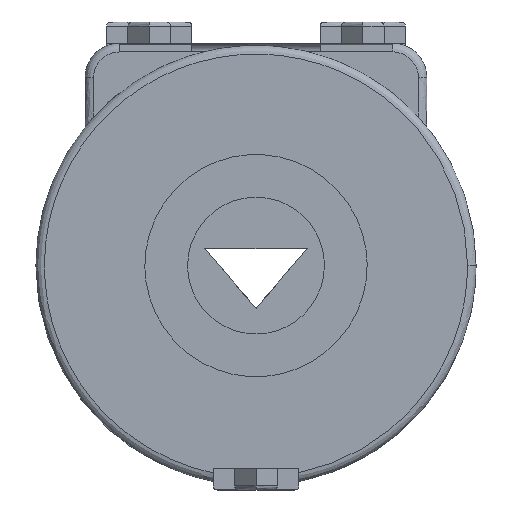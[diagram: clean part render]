
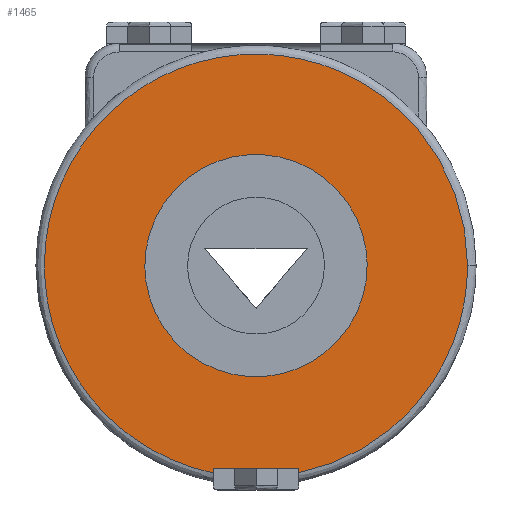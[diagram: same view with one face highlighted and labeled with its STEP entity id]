
A CAD part, front view. The second image highlights one B-rep face of the part: STEP entity #1465.
In plain terms, the highlighted planar face has unit normal (0, -1, 0).
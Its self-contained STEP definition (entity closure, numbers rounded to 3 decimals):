
#296 = EDGE_CURVE('',#297,#299,#301,.T.);
#297 = VERTEX_POINT('',#298);
#298 = CARTESIAN_POINT('',(26.,4.,-3.2));
#299 = VERTEX_POINT('',#300);
#300 = CARTESIAN_POINT('',(-26.,4.,-3.2));
#301 = ( BOUNDED_CURVE() B_SPLINE_CURVE(2,(#302,#303,#304,#305,#306),
.UNSPECIFIED.,.F.,.F.) B_SPLINE_CURVE_WITH_KNOTS((3,2,3),(0.,
40.841,81.681),.PIECEWISE_BEZIER_KNOTS.) CURVE() 
GEOMETRIC_REPRESENTATION_ITEM() RATIONAL_B_SPLINE_CURVE((1.,
0.707,1.,0.707,1.)) REPRESENTATION_ITEM('') );
#302 = CARTESIAN_POINT('',(26.,4.,-3.2));
#303 = CARTESIAN_POINT('',(26.,4.,-29.2));
#304 = CARTESIAN_POINT('',(0.,4.,-29.2));
#305 = CARTESIAN_POINT('',(-26.,4.,-29.2));
#306 = CARTESIAN_POINT('',(-26.,4.,-3.2));
#714 = VERTEX_POINT('',#715);
#715 = CARTESIAN_POINT('',(-10.,4.,-51.679));
#728 = EDGE_CURVE('',#729,#714,#731,.T.);
#729 = VERTEX_POINT('',#730);
#730 = CARTESIAN_POINT('',(49.5,4.,-3.2));
#731 = ( BOUNDED_CURVE() B_SPLINE_CURVE(3,(#732,#733,#734,#735,#736,#737
    ,#738,#739,#740,#741,#742,#743,#744,#745,#746,#747,#748,#749,#750,
    #751,#752,#753,#754,#755,#756,#757,#758,#759,#760,#761,#762,#763,
    #764,#765,#766,#767,#768,#769,#770,#771,#772,#773,#774,#775,#776,
    #777,#778,#779,#780,#781,#782,#783,#784,#785,#786),.UNSPECIFIED.,.F.
,.F.) B_SPLINE_CURVE_WITH_KNOTS((4,3,3,3,3,3,3,3,3,3,3,3,3,3,3,3,3,3,4),
  (0.,13.498,23.934,38.877,53.82,
    64.256,77.754,91.253,101.688,
    116.631,131.574,142.01,155.508,
    169.007,179.443,194.385,209.328,
219.764,223.193),.UNSPECIFIED.) CURVE() 
GEOMETRIC_REPRESENTATION_ITEM() RATIONAL_B_SPLINE_CURVE((1.,1.,1.,1.,1.,
    1.,1.,1.,1.,1.,1.,1.,1.,1.,1.,1.,1.,1.,1.,1.,1.,1.,1.,1.,1.,1.,1.,1.
    ,1.,1.,1.,1.,1.,1.,1.,1.,1.,1.,1.,1.,1.,1.,1.,1.,1.,1.,1.,1.,1.,1.,
1.,1.,1.,1.,1.)) REPRESENTATION_ITEM('') );
#732 = CARTESIAN_POINT('',(49.5,4.,-3.2));
#733 = CARTESIAN_POINT('',(49.502,4.,1.3));
#734 = CARTESIAN_POINT('',(48.882,4.,5.799));
#735 = CARTESIAN_POINT('',(47.671,4.,10.132));
#736 = CARTESIAN_POINT('',(46.734,4.,13.482));
#737 = CARTESIAN_POINT('',(45.443,4.,16.733));
#738 = CARTESIAN_POINT('',(43.826,4.,19.813));
#739 = CARTESIAN_POINT('',(41.51,4.,24.222));
#740 = CARTESIAN_POINT('',(38.524,4.,28.281));
#741 = CARTESIAN_POINT('',(35.002,4.,31.802));
#742 = CARTESIAN_POINT('',(31.48,4.,35.324));
#743 = CARTESIAN_POINT('',(27.422,4.,38.31));
#744 = CARTESIAN_POINT('',(23.013,4.,40.626));
#745 = CARTESIAN_POINT('',(19.933,4.,42.243));
#746 = CARTESIAN_POINT('',(16.682,4.,43.534));
#747 = CARTESIAN_POINT('',(13.332,4.,44.471));
#748 = CARTESIAN_POINT('',(8.999,4.,45.682));
#749 = CARTESIAN_POINT('',(4.499,4.,46.301));
#750 = CARTESIAN_POINT('',(0.,4.,46.301));
#751 = CARTESIAN_POINT('',(-4.499,4.,46.301));
#752 = CARTESIAN_POINT('',(-8.999,4.,45.683));
#753 = CARTESIAN_POINT('',(-13.332,4.,44.471));
#754 = CARTESIAN_POINT('',(-16.682,4.,43.535));
#755 = CARTESIAN_POINT('',(-19.933,4.,42.243));
#756 = CARTESIAN_POINT('',(-23.013,4.,40.626));
#757 = CARTESIAN_POINT('',(-27.422,4.,38.31));
#758 = CARTESIAN_POINT('',(-31.48,4.,35.324));
#759 = CARTESIAN_POINT('',(-35.002,4.,31.802));
#760 = CARTESIAN_POINT('',(-38.524,4.,28.281));
#761 = CARTESIAN_POINT('',(-41.51,4.,24.222));
#762 = CARTESIAN_POINT('',(-43.826,4.,19.813));
#763 = CARTESIAN_POINT('',(-45.443,4.,16.733));
#764 = CARTESIAN_POINT('',(-46.734,4.,13.482));
#765 = CARTESIAN_POINT('',(-47.671,4.,10.132));
#766 = CARTESIAN_POINT('',(-48.882,4.,5.799));
#767 = CARTESIAN_POINT('',(-49.501,4.,1.299));
#768 = CARTESIAN_POINT('',(-49.501,4.,-3.2));
#769 = CARTESIAN_POINT('',(-49.501,4.,-7.699));
#770 = CARTESIAN_POINT('',(-48.883,4.,-12.199));
#771 = CARTESIAN_POINT('',(-47.671,4.,-16.532));
#772 = CARTESIAN_POINT('',(-46.735,4.,-19.882));
#773 = CARTESIAN_POINT('',(-45.443,4.,-23.133));
#774 = CARTESIAN_POINT('',(-43.826,4.,-26.213));
#775 = CARTESIAN_POINT('',(-41.51,4.,-30.622));
#776 = CARTESIAN_POINT('',(-38.524,4.,-34.68));
#777 = CARTESIAN_POINT('',(-35.002,4.,-38.202));
#778 = CARTESIAN_POINT('',(-31.481,4.,-41.724));
#779 = CARTESIAN_POINT('',(-27.422,4.,-44.71));
#780 = CARTESIAN_POINT('',(-23.013,4.,-47.026));
#781 = CARTESIAN_POINT('',(-19.933,4.,-48.643));
#782 = CARTESIAN_POINT('',(-16.682,4.,-49.934));
#783 = CARTESIAN_POINT('',(-13.332,4.,-50.871));
#784 = CARTESIAN_POINT('',(-12.231,4.,-51.179));
#785 = CARTESIAN_POINT('',(-11.12,4.,-51.448));
#786 = CARTESIAN_POINT('',(-10.,4.,-51.679));
#1118 = EDGE_CURVE('',#1119,#1121,#1123,.T.);
#1119 = VERTEX_POINT('',#1120);
#1120 = CARTESIAN_POINT('',(10.,4.,-50.7));
#1121 = VERTEX_POINT('',#1122);
#1122 = CARTESIAN_POINT('',(-10.,4.,-50.7));
#1123 = B_SPLINE_CURVE_WITH_KNOTS('',1,(#1124,#1125),.UNSPECIFIED.,.F.,
  .F.,(2,2),(0.,20.),.PIECEWISE_BEZIER_KNOTS.);
#1124 = CARTESIAN_POINT('',(10.,4.,-50.7));
#1125 = CARTESIAN_POINT('',(-10.,4.,-50.7));
#1178 = EDGE_CURVE('',#1119,#1179,#1181,.T.);
#1179 = VERTEX_POINT('',#1180);
#1180 = CARTESIAN_POINT('',(10.,4.,-51.679));
#1181 = B_SPLINE_CURVE_WITH_KNOTS('',1,(#1182,#1183),.UNSPECIFIED.,.F.,
  .F.,(2,2),(0.,1.175),.PIECEWISE_BEZIER_KNOTS.);
#1182 = CARTESIAN_POINT('',(10.,4.,-50.7));
#1183 = CARTESIAN_POINT('',(10.,4.,-51.679));
#1450 = EDGE_CURVE('',#714,#1121,#1451,.T.);
#1451 = B_SPLINE_CURVE_WITH_KNOTS('',1,(#1452,#1453),.UNSPECIFIED.,.F.,
  .F.,(2,2),(-48.479,-47.5),.PIECEWISE_BEZIER_KNOTS.);
#1452 = CARTESIAN_POINT('',(-10.,4.,-51.679));
#1453 = CARTESIAN_POINT('',(-10.,4.,-50.7));
#1465 = ADVANCED_FACE('',(#1466,#1484),#1495,.T.);
#1466 = FACE_BOUND('',#1467,.T.);
#1467 = EDGE_LOOP('',(#1468,#1469,#1481,#1482,#1483));
#1468 = ORIENTED_EDGE('',*,*,#1178,.T.);
#1469 = ORIENTED_EDGE('',*,*,#1470,.T.);
#1470 = EDGE_CURVE('',#1179,#729,#1471,.T.);
#1471 = ( BOUNDED_CURVE() B_SPLINE_CURVE(3,(#1472,#1473,#1474,#1475,
    #1476,#1477,#1478,#1479,#1480),.UNSPECIFIED.,.F.,.F.) 
B_SPLINE_CURVE_WITH_KNOTS((4,1,1,1,1,1,4),(243.332,
    246.761,257.197,272.139,287.082,
297.518,311.016),.UNSPECIFIED.) CURVE() 
GEOMETRIC_REPRESENTATION_ITEM() RATIONAL_B_SPLINE_CURVE((1.,1.,1.,1.,1.,
1.,1.,1.,1.)) REPRESENTATION_ITEM('') );
#1472 = CARTESIAN_POINT('',(10.,4.,-51.679));
#1473 = CARTESIAN_POINT('',(11.12,4.,-51.448));
#1474 = CARTESIAN_POINT('',(15.614,4.,-50.359));
#1475 = CARTESIAN_POINT('',(24.588,4.,-46.795));
#1476 = CARTESIAN_POINT('',(35.539,4.,-38.739));
#1477 = CARTESIAN_POINT('',(43.595,4.,-27.788));
#1478 = CARTESIAN_POINT('',(48.404,4.,-15.677));
#1479 = CARTESIAN_POINT('',(49.502,4.,-7.7));
#1480 = CARTESIAN_POINT('',(49.5,4.,-3.2));
#1481 = ORIENTED_EDGE('',*,*,#728,.T.);
#1482 = ORIENTED_EDGE('',*,*,#1450,.T.);
#1483 = ORIENTED_EDGE('',*,*,#1118,.F.);
#1484 = FACE_BOUND('',#1485,.T.);
#1485 = EDGE_LOOP('',(#1486,#1487));
#1486 = ORIENTED_EDGE('',*,*,#296,.T.);
#1487 = ORIENTED_EDGE('',*,*,#1488,.T.);
#1488 = EDGE_CURVE('',#299,#297,#1489,.T.);
#1489 = ( BOUNDED_CURVE() B_SPLINE_CURVE(2,(#1490,#1491,#1492,#1493,
#1494),.UNSPECIFIED.,.F.,.F.) B_SPLINE_CURVE_WITH_KNOTS((3,2,3),(
81.681,122.522,163.363),.UNSPECIFIED.) CURVE() 
GEOMETRIC_REPRESENTATION_ITEM() RATIONAL_B_SPLINE_CURVE((1.,
0.707,1.,0.707,1.)) REPRESENTATION_ITEM('') );
#1490 = CARTESIAN_POINT('',(-26.,4.,-3.2));
#1491 = CARTESIAN_POINT('',(-26.,4.,22.8));
#1492 = CARTESIAN_POINT('',(0.,4.,22.8));
#1493 = CARTESIAN_POINT('',(26.,4.,22.8));
#1494 = CARTESIAN_POINT('',(26.,4.,-3.2));
#1495 = PLANE('',#1496);
#1496 = AXIS2_PLACEMENT_3D('',#1497,#1498,#1499);
#1497 = CARTESIAN_POINT('',(-64.375,4.,-67.575));
#1498 = DIRECTION('',(0.,-1.,0.));
#1499 = DIRECTION('',(0.,-0.,-1.));
